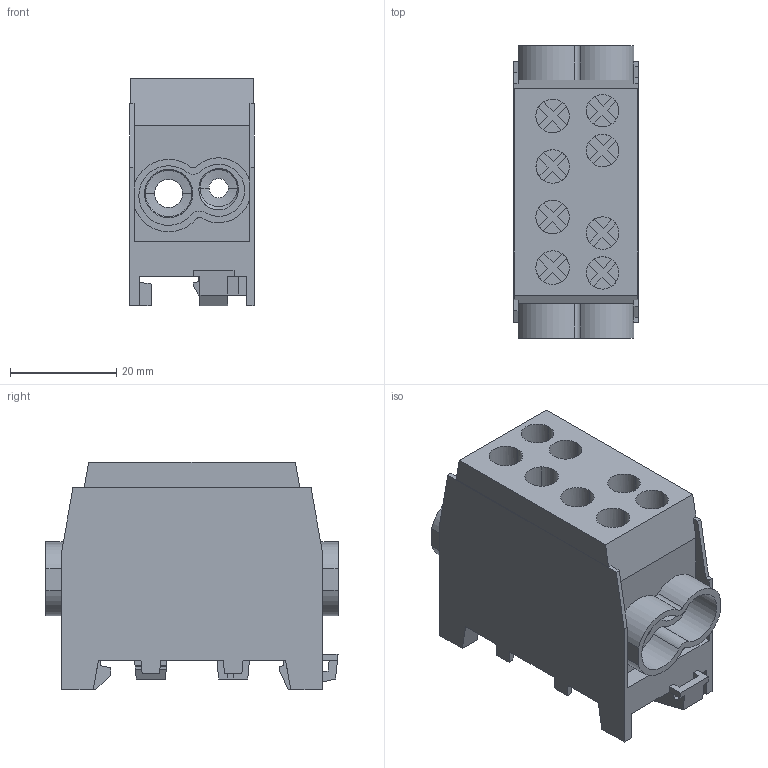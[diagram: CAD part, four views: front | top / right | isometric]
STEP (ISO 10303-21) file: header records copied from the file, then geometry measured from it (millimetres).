
FILE_DESCRIPTION(('Creo Elements/Direct Modeling STEP Export'),'2;1');
FILE_NAME('model.stp','2020-09-07T12:08:35',(''),(''),'Creo Elements/Direct Modeling STEP processor for AP214 (Solid Model)','Creo Elements/Direct Modeling 20.1A 29-Sep-2018 (C) Parametric Technology GmbH','');
FILE_SCHEMA(('AUTOMOTIVE_DESIGN { 1 0 10303 214 1 1 1 1 }'));
Length unit declared in the file: millimetre
Products named in the file (2): UDB_2x35_25_GY-select
Assembly tree (1 placements, depth 2):
  UDB_2x35_25_GY-select
    UDB_2x35_25_GY-select
Bounding box: 23.4 x 55 x 42.85 mm (x, y, z)
Volume: 33975.2 mm3; surface area: 13197.3 mm2
Topology: 1 solids, 1 shells, 275 faces, 779 edges, 513 vertices
Faces by surface type: plane 209, cylinder 52, cone 14
Entity records: 10453 total; most frequent: ORIENTED_EDGE 1558, CARTESIAN_POINT 1465, DIRECTION 1232, EDGE_CURVE 779, VECTOR 570, LINE 570, VERTEX_POINT 513, AXIS2_PLACEMENT_3D 331
